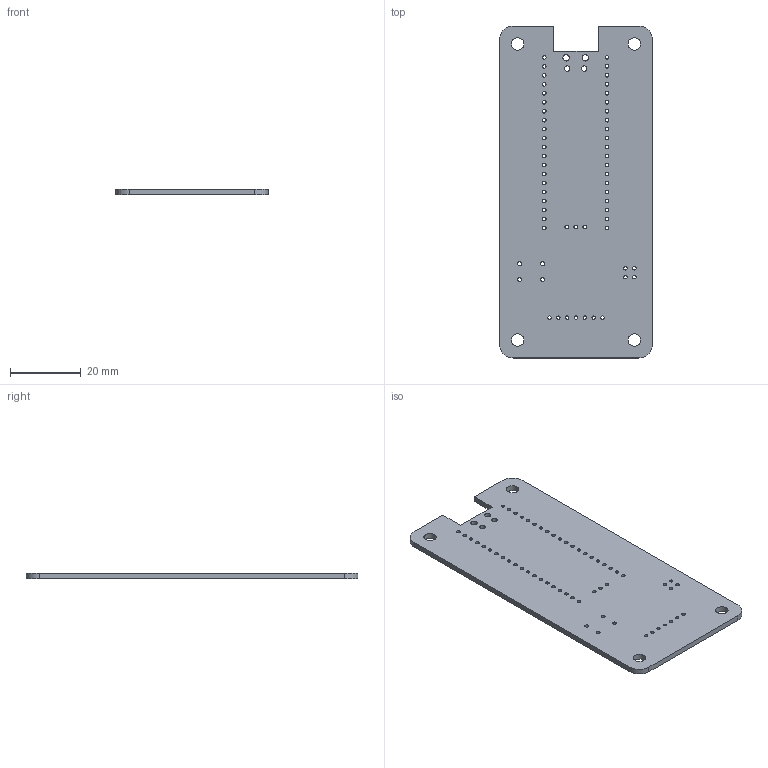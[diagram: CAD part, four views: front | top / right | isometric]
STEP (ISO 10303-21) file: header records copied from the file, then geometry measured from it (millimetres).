
FILE_DESCRIPTION(('KiCad electronic assembly'),'2;1');
FILE_NAME('PICO probe holder.step','2022-06-12T10:51:17',('Pcbnew'),( 'Kicad'),'Open CASCADE STEP processor 7.5','KiCad to STEP converter' ,'Unknown');
FILE_SCHEMA(('AUTOMOTIVE_DESIGN { 1 0 10303 214 1 1 1 1 }'));
Length unit declared in the file: millimetre
Products named in the file (2): PICO probe holder 1; PICO probe holder PCB
Assembly tree (1 placements, depth 2):
  PICO probe holder 1
    PICO probe holder PCB
Bounding box: 43.18 x 93.98 x 1.6 mm (x, y, z)
Volume: 6177.8 mm3; surface area: 8573.1 mm2
Topology: 1 solids, 1 shells, 80 faces, 234 edges, 156 vertices
Faces by surface type: cylinder 70, plane 10
Full cylindrical faces by diameter (mm): 0.95 x7, 1 x4, 1.02 x43, 1.1 x4, 1.5 x2, 1.8 x2, 3.5 x4
Entity records: 6511 total; most frequent: CARTESIAN_POINT 1780, DIRECTION 866, ORIENTED_EDGE 468, PCURVE 468, DEFINITIONAL_REPRESENTATION 468, LINE 422, VECTOR 422, EDGE_CURVE 234
